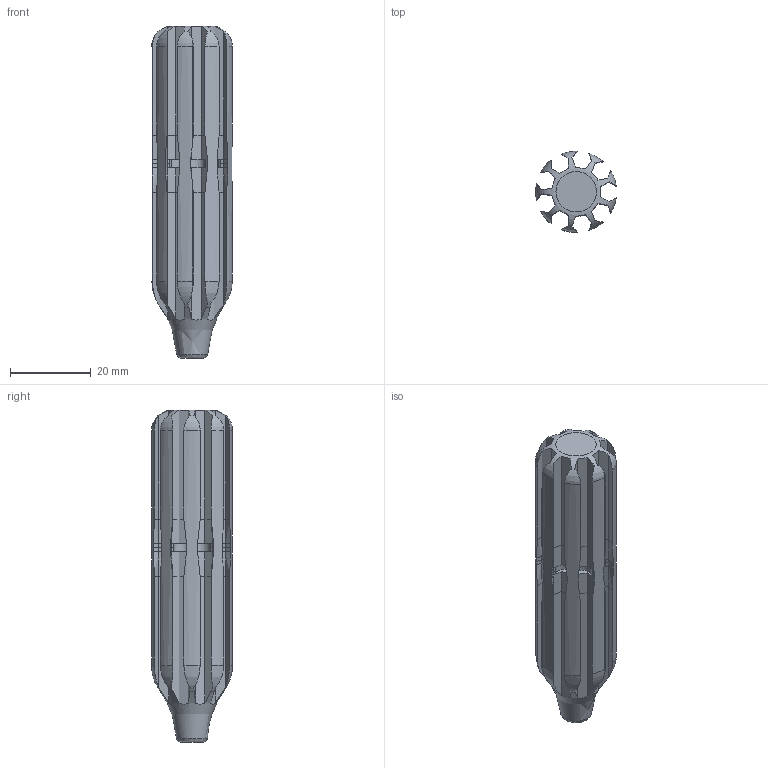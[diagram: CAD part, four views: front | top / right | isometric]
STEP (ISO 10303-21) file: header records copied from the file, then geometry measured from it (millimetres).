
FILE_DESCRIPTION(('FreeCAD Model'),'2;1');
FILE_NAME('Open CASCADE Shape Model','2022-08-02T12:57:57',(''),(''), 'Open CASCADE STEP processor 7.5','FreeCAD','Unknown');
FILE_SCHEMA(('AUTOMOTIVE_DESIGN { 1 0 10303 214 1 1 1 1 }'));
Length unit declared in the file: millimetre
Products named in the file (1): handle
Bounding box: 19.87 x 20 x 82 mm (x, y, z)
Volume: 11814.9 mm3; surface area: 11080.2 mm2
Topology: 1 solids, 1 shells, 331 faces, 819 edges, 491 vertices
Faces by surface type: plane 261, bspline 36, cylinder 20, revolution 14
Entity records: 23453 total; most frequent: CARTESIAN_POINT 8958, DIRECTION 2000, ORIENTED_EDGE 1638, PCURVE 1638, DEFINITIONAL_REPRESENTATION 1638, LINE 1284, VECTOR 1284, B_SPLINE_CURVE_WITH_KNOTS 1098
